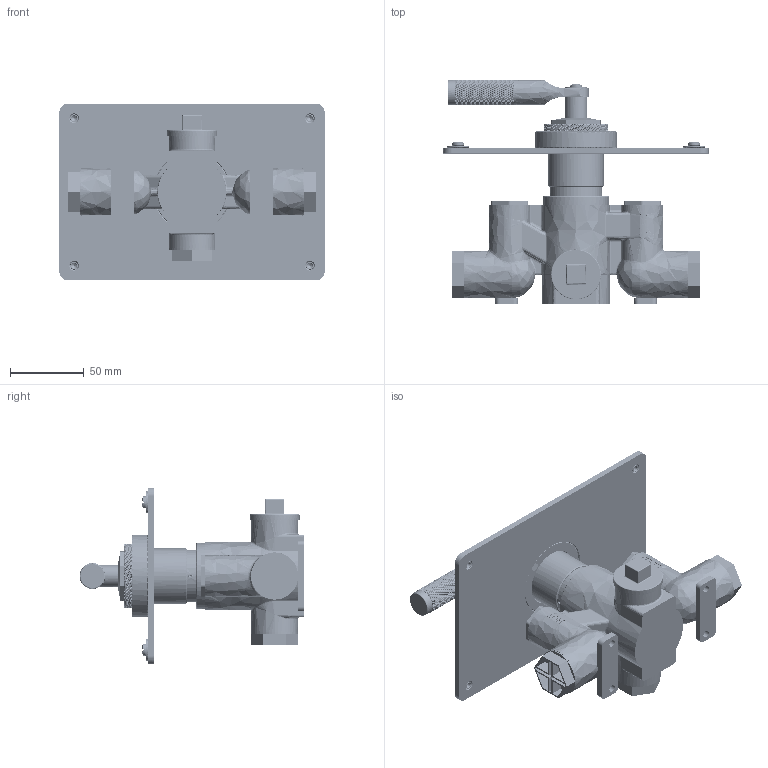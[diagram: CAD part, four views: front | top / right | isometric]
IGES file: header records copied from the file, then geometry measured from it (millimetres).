
Global section: file name: V700-TLK; native system: Autodesk Inventor 2018; preprocessor: unknown; author: adaniels; date: 20171002.154517; units: millimetre
Bounding box: 180 x 152.55 x 120 mm (x, y, z)
Volume: 438989 mm3; surface area: 224346.4 mm2
Topology: 56 solids, 60 shells, 11120 faces, 24712 edges, 13857 vertices
Faces by surface type: bspline 11120
